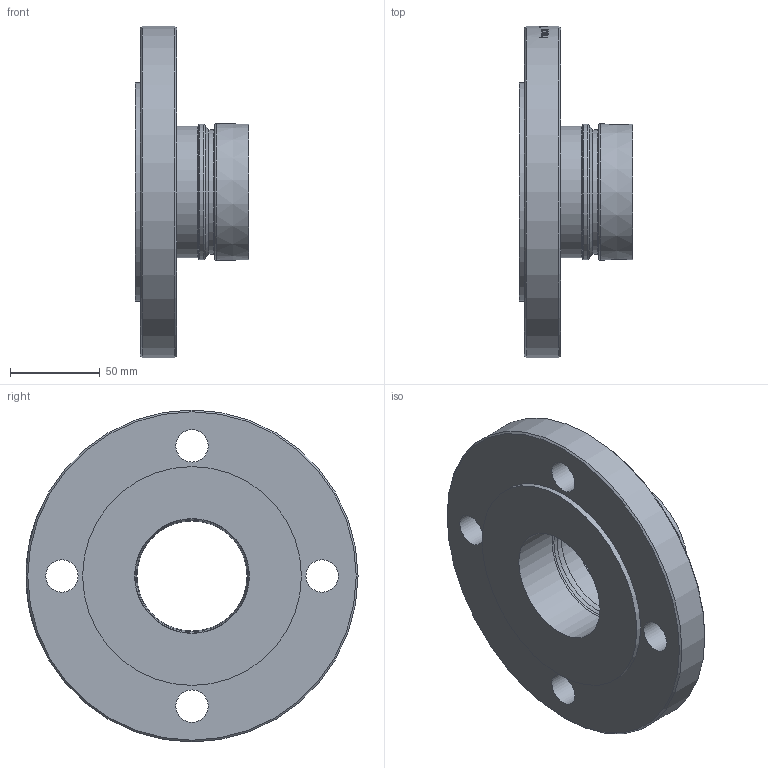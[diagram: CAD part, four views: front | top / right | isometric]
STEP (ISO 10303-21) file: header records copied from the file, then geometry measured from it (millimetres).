
FILE_DESCRIPTION (( 'STEP AP214' ), '1' );
FILE_NAME ('V100-FL-076-00-x Typ E498 PN10-16 DN65 212 Ø76,1 1812.STEP', '2018-12-27T08:46:21', ( '' ), ( '' ), 'SwSTEP 2.0', 'SolidWorks 2016', '' );
FILE_SCHEMA (( 'AUTOMOTIVE_DESIGN' ));
Length unit declared in the file: millimetre
Products named in the file (1): V100-FL-076-00-x Typ E498 PN10-16 DN65 212 Ø76,1 1812
Bounding box: 63.5 x 185.01 x 185 mm (x, y, z)
Volume: 523062.6 mm3; surface area: 85212.2 mm2
Topology: 1 solids, 1 shells, 211 faces, 525 edges, 345 vertices
Faces by surface type: bspline 89, plane 68, cylinder 37, torus 10, cone 7
Full cylindrical faces by diameter (mm): 18 x4, 61.366 x1, 64.008 x1, 69.342 x1, 73.152 x1, 75.438 x1, 121.92 x1, 185 x1
Entity records: 12224 total; most frequent: CARTESIAN_POINT 5991, ORIENTED_EDGE 986, DIRECTION 624, EDGE_CURVE 493, VERTEX_POINT 341, EDGE_LOOP 278, FACE_OUTER_BOUND 232, AXIS2_PLACEMENT_3D 214
